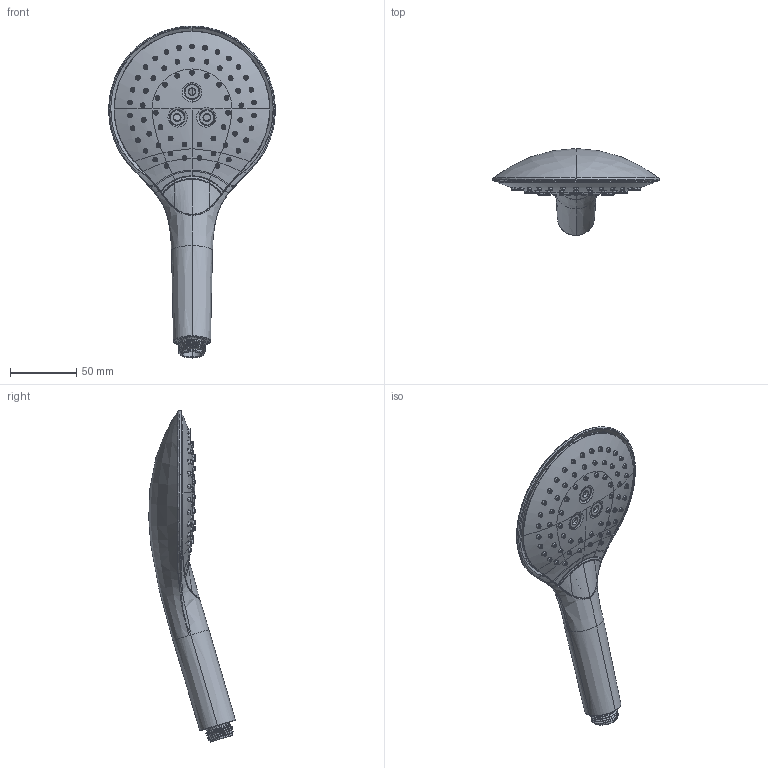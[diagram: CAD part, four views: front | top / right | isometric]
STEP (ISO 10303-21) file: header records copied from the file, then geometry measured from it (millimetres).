
FILE_DESCRIPTION((''),'2;1');
FILE_NAME('A515302_ASM','2020-05-08T',('Administrator'),(''),'PRO/ENGINEER BY PARAMETRIC TECHNOLOGY CORPORATION, 2014000','PRO/ENGINEER BY PARAMETRIC TECHNOLOGY CORPORATION, 2014000','');
FILE_SCHEMA(('CONFIG_CONTROL_DESIGN'));
Products named in the file (13): A515302-001; A515301-003; A515302-002; A515301-007; A515302-005; A501302-006; A515302-A_ASM; A515301-001; A515301-A_ASM; A515301-008; A515301KONGZHIHE_ASM; A515301-006; A515302_ASM
Assembly tree (16 placements, depth 3):
  A515302_ASM
    A515302-A_ASM
      A515302-001
      A515301-003
      A515302-002
      A515301-007
      A515302-005  x3
      A501302-006  x3
    A515301-A_ASM
      A515301-001
    A515301KONGZHIHE_ASM
      A515301-008
    A515301-006
Bounding box: 126.16 x 65.5 x 251.42 mm (x, y, z)
Volume: 94512.5 mm3; surface area: 101889.2 mm2
Topology: 9 solids, 9 shells, 1639 faces, 4060 edges, 2445 vertices
Faces by surface type: bspline 646, cone 419, extrusion 180, plane 168, torus 151, cylinder 64, sphere 9, revolution 2
Entity records: 98854 total; most frequent: CARTESIAN_POINT 65208, ORIENTED_EDGE 8046, DIRECTION 4990, EDGE_CURVE 4023, VERTEX_POINT 2425, B_SPLINE_CURVE_WITH_KNOTS 2179, AXIS2_PLACEMENT_3D 1942, EDGE_LOOP 1906
